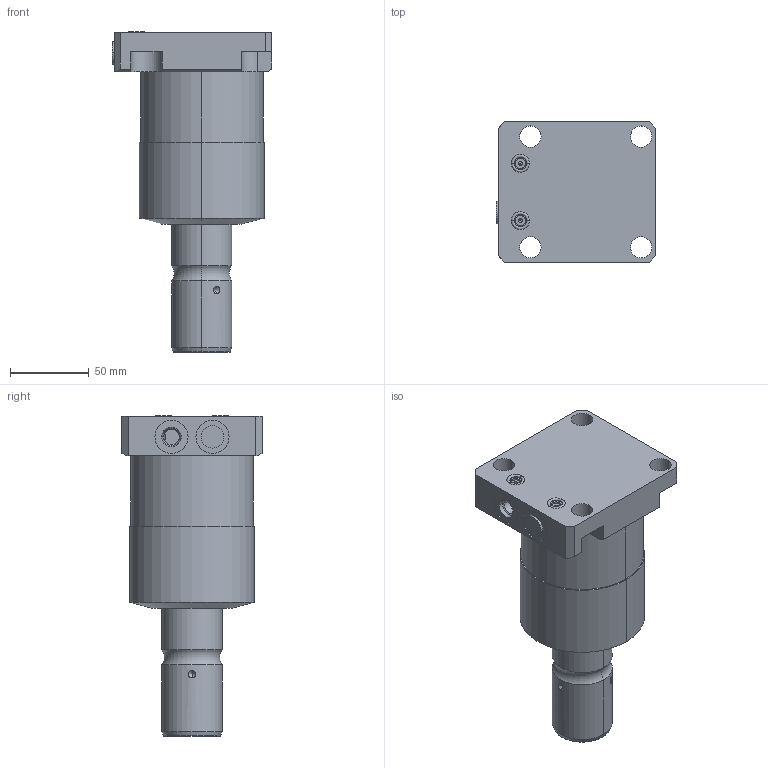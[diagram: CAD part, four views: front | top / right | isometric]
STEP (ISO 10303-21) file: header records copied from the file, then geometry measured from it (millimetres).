
FILE_DESCRIPTION((''),'2;1');
FILE_NAME('ILC14212100','2011-08-09T',('jdw'),(''),'PRO/ENGINEER BY PARAMETRIC TECHNOLOGY CORPORATION, 2007460','PRO/ENGINEER BY PARAMETRIC TECHNOLOGY CORPORATION, 2007460','');
FILE_SCHEMA(('AUTOMOTIVE_DESIGN_CC2 { 1 2 10303 214 -1 1 5 2 }'));
Length unit declared in the file: inch
Products named in the file (1): ILC14212100
Bounding box: 101.27 x 88.9 x 203 mm (x, y, z)
Volume: 743871.3 mm3; surface area: 63400 mm2
Topology: 1 solids, 1 shells, 132 faces, 319 edges, 197 vertices
Faces by surface type: plane 52, cylinder 50, cone 18, torus 12
Entity records: 5234 total; most frequent: CARTESIAN_POINT 765, DIRECTION 697, ORIENTED_EDGE 626, PRESENTATION_STYLE_ASSIGNMENT 333, STYLED_ITEM 314, CURVE_STYLE 313, EDGE_CURVE 313, AXIS2_PLACEMENT_3D 264
